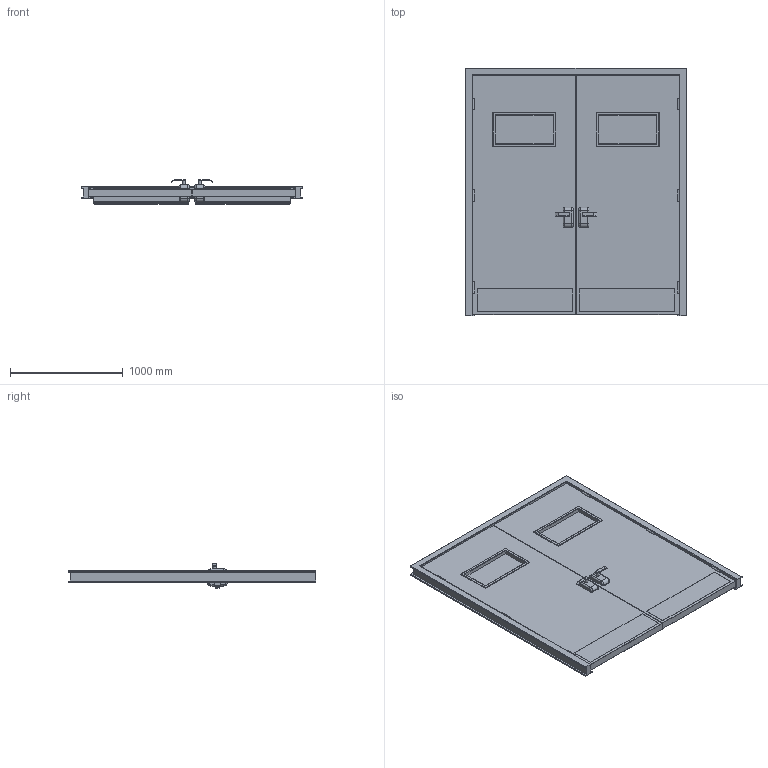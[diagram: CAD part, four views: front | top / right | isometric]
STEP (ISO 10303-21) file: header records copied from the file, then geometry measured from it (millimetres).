
FILE_DESCRIPTION(/* description */ ('Alibre Inc.'),/* implementation_level */ '2;1');
FILE_NAME(/* name */ 'export0',/* time_stamp */ '2018-05-03T09:24:02-04:00',/* author */ (''),/* organization */ (''),/* preprocessor_version */ 'ST-DEVELOPER v17',/* originating_system */ 'Alibre',/* authorisation */ '');
FILE_SCHEMA (('AUTOMOTIVE_DESIGN'));
Length unit declared in the file: centimetre
Bounding box: 1968.5 x 2203.45 x 215.9 mm (x, y, z)
Volume: 275282243.1 mm3; surface area: 11455050.4 mm2
Topology: 7 solids, 7 shells, 368 faces, 860 edges, 516 vertices
Faces by surface type: plane 176, cylinder 160, torus 20, bspline 8, sphere 4
Full cylindrical faces by diameter (mm): 27.575 x2
Entity records: 10707 total; most frequent: CARTESIAN_POINT 2246, ORIENTED_EDGE 1716, DIRECTION 1540, EDGE_CURVE 846, AXIS2_PLACEMENT_3D 592, VECTOR 530, LINE 530, VERTEX_POINT 516
